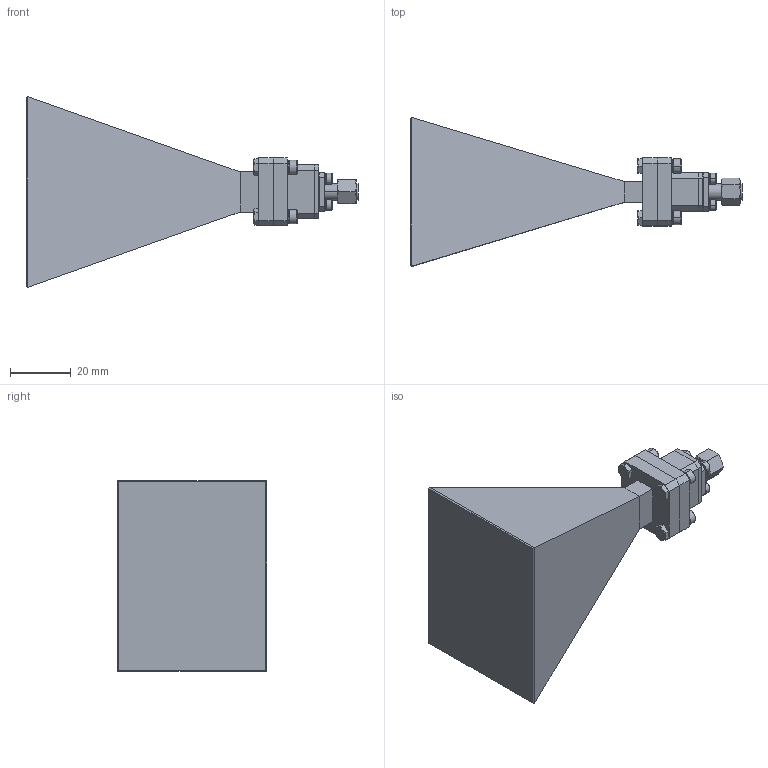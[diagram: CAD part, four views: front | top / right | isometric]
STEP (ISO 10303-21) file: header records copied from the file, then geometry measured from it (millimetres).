
FILE_DESCRIPTION (( 'STEP AP214' ), '1' );
FILE_NAME ('AR-KC1-E, Male, Defeatured.STEP', '2023-02-02T18:38:27', ( '' ), ( '' ), 'SwSTEP 2.0', 'SolidWorks 2021', '' );
FILE_SCHEMA (( 'AUTOMOTIVE_DESIGN' ));
Length unit declared in the file: inch
Products named in the file (1): AR-KC1-E, Male, Defeatured
Bounding box: 109.14 x 48.99 x 62.77 mm (x, y, z)
Volume: 96126.8 mm3; surface area: 18608 mm2
Topology: 25 solids, 37 shells, 543 faces, 1108 edges, 646 vertices
Faces by surface type: plane 227, cone 186, cylinder 130
Entity records: 21507 total; most frequent: CARTESIAN_POINT 2990, DIRECTION 2478, ORIENTED_EDGE 2216, EDGE_CURVE 1108, AXIS2_PLACEMENT_3D 942, VERTEX_POINT 646, LINE 594, VECTOR 594
